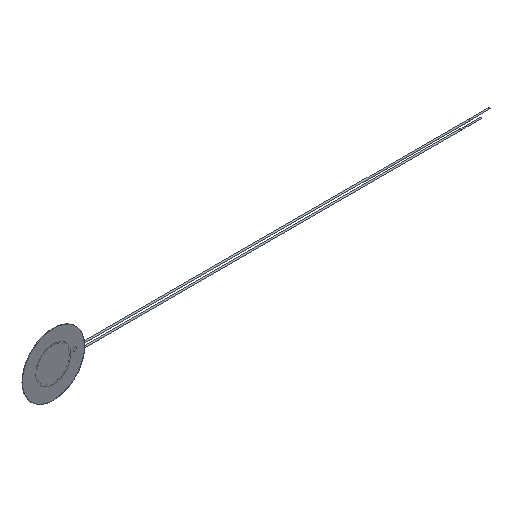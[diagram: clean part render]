
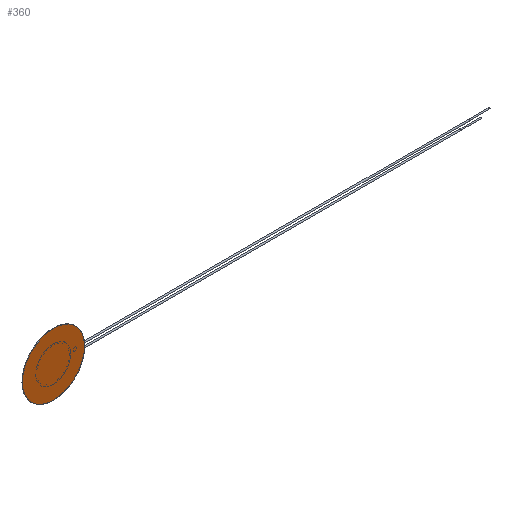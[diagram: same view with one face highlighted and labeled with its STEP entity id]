
A CAD part, isometric view. The second image highlights one B-rep face of the part: STEP entity #360.
In plain terms, the highlighted planar face has unit normal (0, -1, 0).
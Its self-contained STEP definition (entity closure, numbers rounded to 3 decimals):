
#24=PLANE('',#428);
#76=FACE_OUTER_BOUND('',#108,.T.);
#108=EDGE_LOOP('',(#288));
#140=CIRCLE('',#427,7.5);
#177=VERTEX_POINT('',#928);
#215=EDGE_CURVE('',#177,#177,#140,.T.);
#288=ORIENTED_EDGE('',*,*,#215,.T.);
#360=ADVANCED_FACE('',(#76),#24,.T.);
#427=AXIS2_PLACEMENT_3D('',#929,#514,#515);
#428=AXIS2_PLACEMENT_3D('',#931,#517,#518);
#514=DIRECTION('center_axis',(0.,-1.,0.));
#515=DIRECTION('ref_axis',(1.,0.,0.));
#517=DIRECTION('center_axis',(0.,-1.,0.));
#518=DIRECTION('ref_axis',(0.,0.,-1.));
#928=CARTESIAN_POINT('',(-7.5,0.,0.));
#929=CARTESIAN_POINT('Origin',(0.,0.,0.));
#931=CARTESIAN_POINT('Origin',(3.75,0.,0.));
